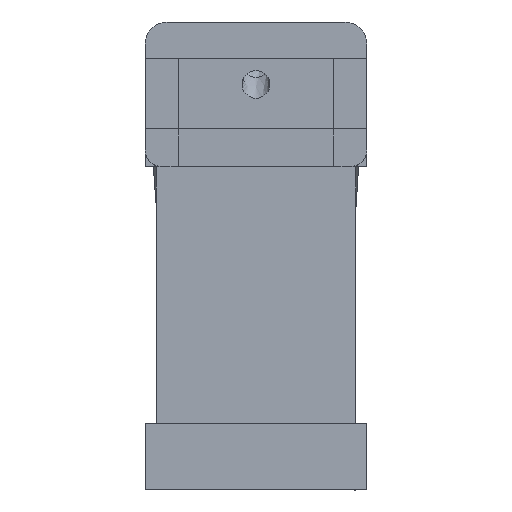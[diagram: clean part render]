
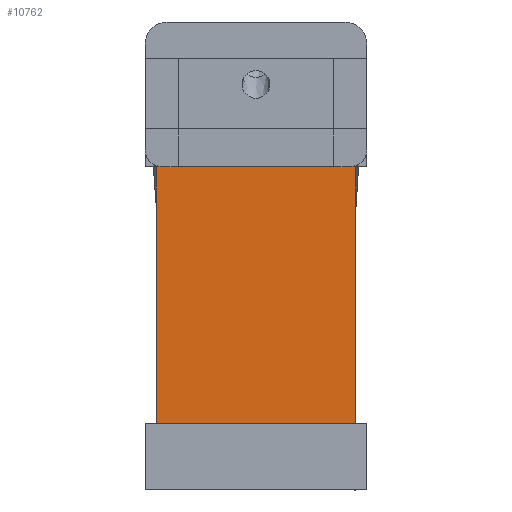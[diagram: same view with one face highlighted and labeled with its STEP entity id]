
A CAD part, top view. The second image highlights one B-rep face of the part: STEP entity #10762.
In plain terms, the highlighted face is planar.
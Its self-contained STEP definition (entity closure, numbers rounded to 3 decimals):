
#813=FACE_OUTER_BOUND('',#1399,.T.);
#1399=EDGE_LOOP('',(#8715,#8716,#8717,#8718));
#2510=LINE('',#17543,#3663);
#2511=LINE('',#17546,#3664);
#2514=LINE('',#17552,#3667);
#2517=LINE('',#17557,#3670);
#3663=VECTOR('',#13532,10.);
#3664=VECTOR('',#13535,10.);
#3667=VECTOR('',#13540,10.);
#3670=VECTOR('',#13545,10.);
#4833=VERTEX_POINT('',#17502);
#4838=VERTEX_POINT('',#17512);
#4847=VERTEX_POINT('',#17545);
#4849=VERTEX_POINT('',#17551);
#6202=EDGE_CURVE('',#4833,#4838,#2510,.T.);
#6203=EDGE_CURVE('',#4838,#4847,#2511,.T.);
#6206=EDGE_CURVE('',#4849,#4833,#2514,.T.);
#6209=EDGE_CURVE('',#4847,#4849,#2517,.T.);
#8715=ORIENTED_EDGE('',*,*,#6209,.F.);
#8716=ORIENTED_EDGE('',*,*,#6203,.F.);
#8717=ORIENTED_EDGE('',*,*,#6202,.F.);
#8718=ORIENTED_EDGE('',*,*,#6206,.F.);
#10289=PLANE('',#11584);
#10762=ADVANCED_FACE('',(#813),#10289,.F.);
#11584=AXIS2_PLACEMENT_3D('',#17560,#13549,#13550);
#13532=DIRECTION('',(0.,0.,-1.));
#13535=DIRECTION('',(0.,1.,0.));
#13540=DIRECTION('',(0.,-1.,0.));
#13545=DIRECTION('',(0.,0.,1.));
#13549=DIRECTION('center_axis',(1.,0.,0.));
#13550=DIRECTION('ref_axis',(0.,0.,-1.));
#17502=CARTESIAN_POINT('',(0.,-23.,1.033));
#17512=CARTESIAN_POINT('',(0.,-23.,-16.967));
#17543=CARTESIAN_POINT('',(0.,-23.,1.033));
#17545=CARTESIAN_POINT('',(0.,0.1,-16.967));
#17546=CARTESIAN_POINT('',(0.,-23.,-16.967));
#17551=CARTESIAN_POINT('',(0.,0.1,1.033));
#17552=CARTESIAN_POINT('',(0.,0.1,1.033));
#17557=CARTESIAN_POINT('',(0.,0.1,-16.967));
#17560=CARTESIAN_POINT('Origin',(0.,-11.45,-7.967));
